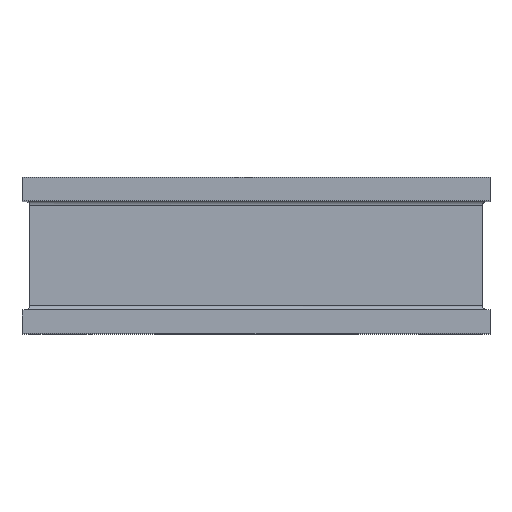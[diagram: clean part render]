
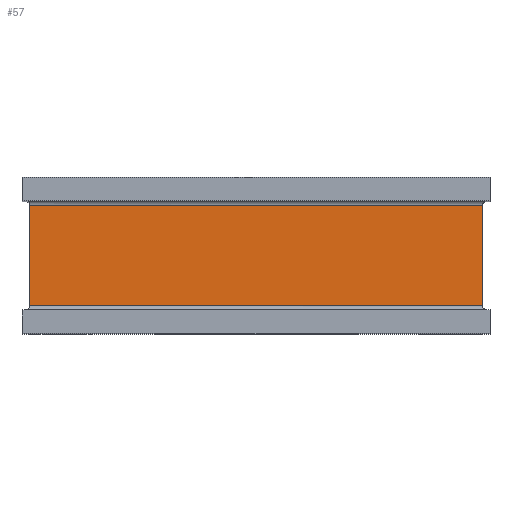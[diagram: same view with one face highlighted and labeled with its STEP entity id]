
A CAD part, top view. The second image highlights one B-rep face of the part: STEP entity #57.
In plain terms, the highlighted planar face has unit normal (0, 0, 1).
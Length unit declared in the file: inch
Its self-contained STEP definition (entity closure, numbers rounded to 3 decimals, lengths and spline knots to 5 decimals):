
#57 = ADVANCED_FACE ( 'NONE', ( #112 ), #720, .F. ) ;
#74 = LINE ( 'NONE', #1940, #2247 ) ;
#112 = FACE_OUTER_BOUND ( 'NONE', #1995, .T. ) ;
#167 = CARTESIAN_POINT ( 'NONE',  ( 0.05709, 0.03228, 0.07677 ) ) ;
#302 = VECTOR ( 'NONE', #1513, 39.37008 ) ;
#492 = EDGE_CURVE ( 'NONE', #2565, #1638, #2315, .T. ) ;
#554 = VECTOR ( 'NONE', #2276, 39.37008 ) ;
#630 = ORIENTED_EDGE ( 'NONE', *, *, #646, .T. ) ;
#646 = EDGE_CURVE ( 'NONE', #2614, #1269, #1917, .T. ) ;
#720 = PLANE ( 'NONE',  #1283 ) ;
#804 = CARTESIAN_POINT ( 'NONE',  ( 0.05709, 0.00709, 0.07677 ) ) ;
#934 = CARTESIAN_POINT ( 'NONE',  ( -0.05709, 0.03228, 0.07677 ) ) ;
#1269 = VERTEX_POINT ( 'NONE', #2571 ) ;
#1283 = AXIS2_PLACEMENT_3D ( 'NONE', #1951, #2574, #1531 ) ;
#1390 = CARTESIAN_POINT ( 'NONE',  ( 0.05709, 0.00709, 0.07677 ) ) ;
#1433 = DIRECTION ( 'NONE',  ( -1., 0., 0. ) ) ;
#1486 = EDGE_CURVE ( 'NONE', #2614, #2565, #74, .T. ) ;
#1513 = DIRECTION ( 'NONE',  ( 0., -1., 0. ) ) ;
#1531 = DIRECTION ( 'NONE',  ( 1., 0., 0. ) ) ;
#1571 = ORIENTED_EDGE ( 'NONE', *, *, #1486, .F. ) ;
#1638 = VERTEX_POINT ( 'NONE', #1390 ) ;
#1642 = ORIENTED_EDGE ( 'NONE', *, *, #2361, .F. ) ;
#1697 = ORIENTED_EDGE ( 'NONE', *, *, #492, .F. ) ;
#1726 = DIRECTION ( 'NONE',  ( 1., 0., 0. ) ) ;
#1899 = LINE ( 'NONE', #804, #2216 ) ;
#1917 = LINE ( 'NONE', #934, #302 ) ;
#1940 = CARTESIAN_POINT ( 'NONE',  ( -0.05709, 0.03228, 0.07677 ) ) ;
#1951 = CARTESIAN_POINT ( 'NONE',  ( 0., 0., 0.07677 ) ) ;
#1995 = EDGE_LOOP ( 'NONE', ( #630, #1642, #1697, #1571 ) ) ;
#1998 = CARTESIAN_POINT ( 'NONE',  ( -0.05709, 0.03228, 0.07677 ) ) ;
#2216 = VECTOR ( 'NONE', #1433, 39.37008 ) ;
#2247 = VECTOR ( 'NONE', #1726, 39.37008 ) ;
#2276 = DIRECTION ( 'NONE',  ( 0., -1., 0. ) ) ;
#2315 = LINE ( 'NONE', #2531, #554 ) ;
#2361 = EDGE_CURVE ( 'NONE', #1638, #1269, #1899, .T. ) ;
#2531 = CARTESIAN_POINT ( 'NONE',  ( 0.05709, 0.03228, 0.07677 ) ) ;
#2565 = VERTEX_POINT ( 'NONE', #167 ) ;
#2571 = CARTESIAN_POINT ( 'NONE',  ( -0.05709, 0.00709, 0.07677 ) ) ;
#2574 = DIRECTION ( 'NONE',  ( 0., 0., -1. ) ) ;
#2614 = VERTEX_POINT ( 'NONE', #1998 ) ;
